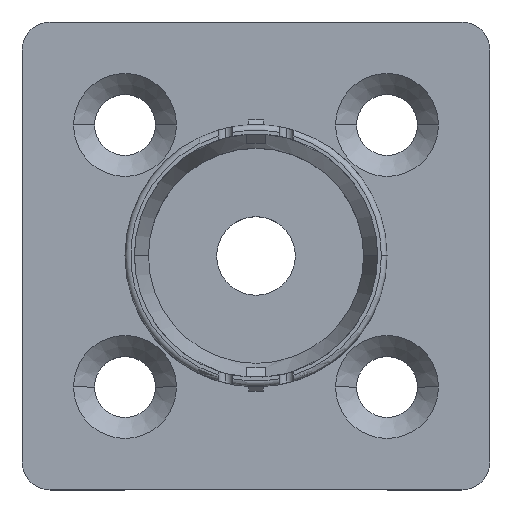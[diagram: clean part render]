
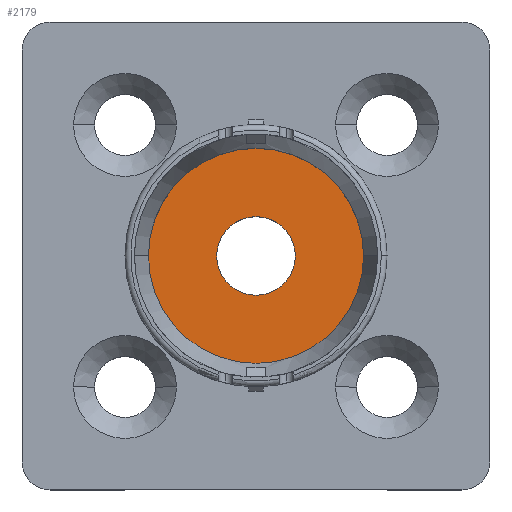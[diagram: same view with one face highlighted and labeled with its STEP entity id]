
A CAD part, top view. The second image highlights one B-rep face of the part: STEP entity #2179.
In plain terms, the highlighted planar face has unit normal (0, 0, 1).
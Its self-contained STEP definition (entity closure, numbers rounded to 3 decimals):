
#224 = VERTEX_POINT ( 'NONE', #1278 ) ;
#546 = AXIS2_PLACEMENT_3D ( 'NONE', #1306, #1294, #1283 ) ;
#566 = AXIS2_PLACEMENT_3D ( 'NONE', #1382, #1365, #1360 ) ;
#597 = AXIS2_PLACEMENT_3D ( 'NONE', #1733, #1854, #1721 ) ;
#886 = AXIS2_PLACEMENT_3D ( 'NONE', #1025, #1019, #1018 ) ;
#906 = AXIS2_PLACEMENT_3D ( 'NONE', #1140, #1135, #1131 ) ;
#1018 = DIRECTION ( 'NONE',  ( -1., 0., 0. ) ) ;
#1019 = DIRECTION ( 'NONE',  ( 0., 0., -1. ) ) ;
#1025 = CARTESIAN_POINT ( 'NONE',  ( 0., 0., 5. ) ) ;
#1046 = ORIENTED_EDGE ( 'NONE', *, *, #1436, .F. ) ;
#1057 = VERTEX_POINT ( 'NONE', #2039 ) ;
#1131 = DIRECTION ( 'NONE',  ( -1., 0., 0. ) ) ;
#1135 = DIRECTION ( 'NONE',  ( 0., 0., 1. ) ) ;
#1140 = CARTESIAN_POINT ( 'NONE',  ( 0., 0., 5. ) ) ;
#1278 = CARTESIAN_POINT ( 'NONE',  ( -4.2, 0., 5. ) ) ;
#1283 = DIRECTION ( 'NONE',  ( -1., 0., 0. ) ) ;
#1294 = DIRECTION ( 'NONE',  ( 0., 0., 1. ) ) ;
#1306 = CARTESIAN_POINT ( 'NONE',  ( 0., 0., 5. ) ) ;
#1360 = DIRECTION ( 'NONE',  ( -1., 0., 0. ) ) ;
#1365 = DIRECTION ( 'NONE',  ( 0., 0., -1. ) ) ;
#1382 = CARTESIAN_POINT ( 'NONE',  ( 0., 0., 5. ) ) ;
#1410 = EDGE_CURVE ( 'NONE', #224, #2661, #3117, .T. ) ;
#1436 = EDGE_CURVE ( 'NONE', #2706, #1057, #2975, .T. ) ;
#1572 = ORIENTED_EDGE ( 'NONE', *, *, #2214, .F. ) ;
#1678 = ORIENTED_EDGE ( 'NONE', *, *, #1410, .F. ) ;
#1721 = DIRECTION ( 'NONE',  ( -1., 0., 0. ) ) ;
#1733 = CARTESIAN_POINT ( 'NONE',  ( -25., 25., 5. ) ) ;
#1740 = PLANE ( 'NONE',  #597 ) ;
#1854 = DIRECTION ( 'NONE',  ( 0., 0., -1. ) ) ;
#1940 = EDGE_LOOP ( 'NONE', ( #1678, #2248 ) ) ;
#1973 = EDGE_LOOP ( 'NONE', ( #1572, #1046 ) ) ;
#2039 = CARTESIAN_POINT ( 'NONE',  ( -11.5, 0., 5. ) ) ;
#2103 = CIRCLE ( 'NONE', #546, 4.2 ) ;
#2106 = CIRCLE ( 'NONE', #566, 11.5 ) ;
#2136 = FACE_OUTER_BOUND ( 'NONE', #1973, .T. ) ;
#2179 = ADVANCED_FACE ( 'NONE', ( #2136, #2192 ), #1740, .F. ) ;
#2192 = FACE_BOUND ( 'NONE', #1940, .T. ) ;
#2214 = EDGE_CURVE ( 'NONE', #1057, #2706, #2106, .T. ) ;
#2227 = EDGE_CURVE ( 'NONE', #2661, #224, #2103, .T. ) ;
#2229 = CARTESIAN_POINT ( 'NONE',  ( 11.5, 0., 5. ) ) ;
#2248 = ORIENTED_EDGE ( 'NONE', *, *, #2227, .F. ) ;
#2279 = CARTESIAN_POINT ( 'NONE',  ( 4.2, 0., 5. ) ) ;
#2661 = VERTEX_POINT ( 'NONE', #2279 ) ;
#2706 = VERTEX_POINT ( 'NONE', #2229 ) ;
#2975 = CIRCLE ( 'NONE', #886, 11.5 ) ;
#3117 = CIRCLE ( 'NONE', #906, 4.2 ) ;
